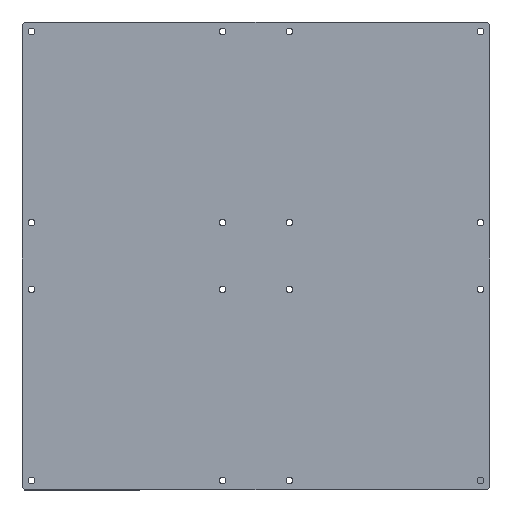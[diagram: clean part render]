
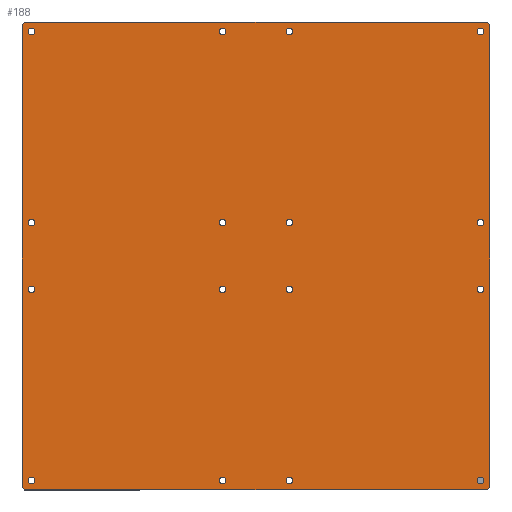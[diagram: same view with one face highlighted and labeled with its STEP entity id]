
A CAD part, top view. The second image highlights one B-rep face of the part: STEP entity #188.
In plain terms, the highlighted planar face has unit normal (0, 0, 1).
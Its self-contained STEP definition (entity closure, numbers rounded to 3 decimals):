
#104=PLANE('',#651);
#117=LINE('',#868,#141);
#120=LINE('',#874,#144);
#123=LINE('',#880,#147);
#126=LINE('',#886,#150);
#129=LINE('',#892,#153);
#132=LINE('',#898,#156);
#135=LINE('',#904,#159);
#138=LINE('',#909,#162);
#141=VECTOR('',#735,1.);
#144=VECTOR('',#740,1.);
#147=VECTOR('',#745,1.);
#150=VECTOR('',#750,1.);
#153=VECTOR('',#755,1.);
#156=VECTOR('',#760,1.);
#159=VECTOR('',#765,1.);
#162=VECTOR('',#770,1.);
#188=ADVANCED_FACE('',(#254,#255,#256,#257,#258,#259,#260,#261,#262,#263,
#264,#265,#266,#267,#268,#269,#270),#104,.F.);
#254=FACE_BOUND('',#327,.T.);
#255=FACE_BOUND('',#328,.T.);
#256=FACE_BOUND('',#329,.T.);
#257=FACE_BOUND('',#330,.T.);
#258=FACE_BOUND('',#331,.T.);
#259=FACE_BOUND('',#332,.T.);
#260=FACE_BOUND('',#333,.T.);
#261=FACE_BOUND('',#334,.T.);
#262=FACE_BOUND('',#335,.T.);
#263=FACE_BOUND('',#336,.T.);
#264=FACE_BOUND('',#337,.T.);
#265=FACE_BOUND('',#338,.T.);
#266=FACE_BOUND('',#339,.T.);
#267=FACE_BOUND('',#340,.T.);
#268=FACE_BOUND('',#341,.T.);
#269=FACE_BOUND('',#342,.T.);
#270=FACE_BOUND('',#343,.T.);
#327=EDGE_LOOP('',(#432,#433,#434,#435,#436,#437,#438,#439));
#328=EDGE_LOOP('',(#440));
#329=EDGE_LOOP('',(#441));
#330=EDGE_LOOP('',(#442));
#331=EDGE_LOOP('',(#443));
#332=EDGE_LOOP('',(#444));
#333=EDGE_LOOP('',(#445));
#334=EDGE_LOOP('',(#446));
#335=EDGE_LOOP('',(#447));
#336=EDGE_LOOP('',(#448));
#337=EDGE_LOOP('',(#449));
#338=EDGE_LOOP('',(#450));
#339=EDGE_LOOP('',(#451));
#340=EDGE_LOOP('',(#452));
#341=EDGE_LOOP('',(#453));
#342=EDGE_LOOP('',(#454));
#343=EDGE_LOOP('',(#455));
#432=ORIENTED_EDGE('',*,*,#551,.T.);
#433=ORIENTED_EDGE('',*,*,#548,.T.);
#434=ORIENTED_EDGE('',*,*,#545,.T.);
#435=ORIENTED_EDGE('',*,*,#542,.T.);
#436=ORIENTED_EDGE('',*,*,#539,.T.);
#437=ORIENTED_EDGE('',*,*,#536,.T.);
#438=ORIENTED_EDGE('',*,*,#533,.T.);
#439=ORIENTED_EDGE('',*,*,#554,.T.);
#440=ORIENTED_EDGE('',*,*,#560,.T.);
#441=ORIENTED_EDGE('',*,*,#529,.F.);
#442=ORIENTED_EDGE('',*,*,#527,.F.);
#443=ORIENTED_EDGE('',*,*,#525,.F.);
#444=ORIENTED_EDGE('',*,*,#523,.F.);
#445=ORIENTED_EDGE('',*,*,#521,.F.);
#446=ORIENTED_EDGE('',*,*,#519,.F.);
#447=ORIENTED_EDGE('',*,*,#517,.F.);
#448=ORIENTED_EDGE('',*,*,#515,.F.);
#449=ORIENTED_EDGE('',*,*,#513,.F.);
#450=ORIENTED_EDGE('',*,*,#511,.F.);
#451=ORIENTED_EDGE('',*,*,#509,.F.);
#452=ORIENTED_EDGE('',*,*,#559,.F.);
#453=ORIENTED_EDGE('',*,*,#507,.F.);
#454=ORIENTED_EDGE('',*,*,#505,.F.);
#455=ORIENTED_EDGE('',*,*,#558,.T.);
#457=VERTEX_POINT('',#799);
#459=VERTEX_POINT('',#804);
#461=VERTEX_POINT('',#809);
#463=VERTEX_POINT('',#814);
#465=VERTEX_POINT('',#819);
#467=VERTEX_POINT('',#824);
#469=VERTEX_POINT('',#829);
#471=VERTEX_POINT('',#834);
#473=VERTEX_POINT('',#839);
#475=VERTEX_POINT('',#844);
#477=VERTEX_POINT('',#849);
#479=VERTEX_POINT('',#854);
#481=VERTEX_POINT('',#859);
#485=VERTEX_POINT('',#867);
#486=VERTEX_POINT('',#869);
#488=VERTEX_POINT('',#875);
#490=VERTEX_POINT('',#881);
#492=VERTEX_POINT('',#887);
#494=VERTEX_POINT('',#893);
#496=VERTEX_POINT('',#899);
#498=VERTEX_POINT('',#905);
#502=VERTEX_POINT('',#919);
#503=VERTEX_POINT('',#922);
#504=VERTEX_POINT('',#925);
#505=EDGE_CURVE('',#457,#457,#561,.T.);
#507=EDGE_CURVE('',#459,#459,#563,.T.);
#509=EDGE_CURVE('',#461,#461,#565,.T.);
#511=EDGE_CURVE('',#463,#463,#567,.T.);
#513=EDGE_CURVE('',#465,#465,#569,.T.);
#515=EDGE_CURVE('',#467,#467,#571,.T.);
#517=EDGE_CURVE('',#469,#469,#573,.T.);
#519=EDGE_CURVE('',#471,#471,#575,.T.);
#521=EDGE_CURVE('',#473,#473,#577,.T.);
#523=EDGE_CURVE('',#475,#475,#579,.T.);
#525=EDGE_CURVE('',#477,#477,#581,.T.);
#527=EDGE_CURVE('',#479,#479,#583,.T.);
#529=EDGE_CURVE('',#481,#481,#585,.T.);
#533=EDGE_CURVE('',#486,#485,#117,.T.);
#536=EDGE_CURVE('',#488,#486,#120,.T.);
#539=EDGE_CURVE('',#490,#488,#123,.T.);
#542=EDGE_CURVE('',#492,#490,#126,.T.);
#545=EDGE_CURVE('',#494,#492,#129,.T.);
#548=EDGE_CURVE('',#496,#494,#132,.T.);
#551=EDGE_CURVE('',#498,#496,#135,.T.);
#554=EDGE_CURVE('',#485,#498,#138,.T.);
#558=EDGE_CURVE('',#502,#502,#590,.T.);
#559=EDGE_CURVE('',#503,#503,#591,.T.);
#560=EDGE_CURVE('',#504,#504,#592,.T.);
#561=CIRCLE('',#594,3.5);
#563=CIRCLE('',#597,3.5);
#565=CIRCLE('',#600,3.5);
#567=CIRCLE('',#603,3.5);
#569=CIRCLE('',#606,3.5);
#571=CIRCLE('',#609,3.5);
#573=CIRCLE('',#612,3.5);
#575=CIRCLE('',#615,3.5);
#577=CIRCLE('',#618,3.5);
#579=CIRCLE('',#621,3.5);
#581=CIRCLE('',#624,3.5);
#583=CIRCLE('',#627,3.5);
#585=CIRCLE('',#630,3.5);
#590=CIRCLE('',#645,3.5);
#591=CIRCLE('',#647,3.5);
#592=CIRCLE('',#649,3.5);
#594=AXIS2_PLACEMENT_3D('',#798,#655,#656);
#597=AXIS2_PLACEMENT_3D('',#803,#661,#662);
#600=AXIS2_PLACEMENT_3D('',#808,#667,#668);
#603=AXIS2_PLACEMENT_3D('',#813,#673,#674);
#606=AXIS2_PLACEMENT_3D('',#818,#679,#680);
#609=AXIS2_PLACEMENT_3D('',#823,#685,#686);
#612=AXIS2_PLACEMENT_3D('',#828,#691,#692);
#615=AXIS2_PLACEMENT_3D('',#833,#697,#698);
#618=AXIS2_PLACEMENT_3D('',#838,#703,#704);
#621=AXIS2_PLACEMENT_3D('',#843,#709,#710);
#624=AXIS2_PLACEMENT_3D('',#848,#715,#716);
#627=AXIS2_PLACEMENT_3D('',#853,#721,#722);
#630=AXIS2_PLACEMENT_3D('',#858,#727,#728);
#645=AXIS2_PLACEMENT_3D('',#918,#781,#782);
#647=AXIS2_PLACEMENT_3D('',#921,#785,#786);
#649=AXIS2_PLACEMENT_3D('',#924,#789,#790);
#651=AXIS2_PLACEMENT_3D('',#927,#793,#794);
#655=DIRECTION('',(0.,0.,1.));
#656=DIRECTION('',(-1.,0.,0.));
#661=DIRECTION('',(0.,0.,1.));
#662=DIRECTION('',(-1.,0.,0.));
#667=DIRECTION('',(0.,0.,1.));
#668=DIRECTION('',(-1.,0.,0.));
#673=DIRECTION('',(0.,0.,1.));
#674=DIRECTION('',(-1.,0.,0.));
#679=DIRECTION('',(0.,0.,1.));
#680=DIRECTION('',(-1.,0.,0.));
#685=DIRECTION('',(0.,0.,1.));
#686=DIRECTION('',(-1.,0.,0.));
#691=DIRECTION('',(0.,0.,1.));
#692=DIRECTION('',(-1.,0.,0.));
#697=DIRECTION('',(0.,0.,1.));
#698=DIRECTION('',(-1.,0.,0.));
#703=DIRECTION('',(0.,0.,1.));
#704=DIRECTION('',(-1.,0.,0.));
#709=DIRECTION('',(0.,0.,1.));
#710=DIRECTION('',(-1.,0.,0.));
#715=DIRECTION('',(0.,0.,1.));
#716=DIRECTION('',(-1.,0.,0.));
#721=DIRECTION('',(0.,0.,1.));
#722=DIRECTION('',(-1.,0.,0.));
#727=DIRECTION('',(0.,0.,1.));
#728=DIRECTION('',(-1.,0.,0.));
#735=DIRECTION('',(0.,-1.,0.));
#740=DIRECTION('',(-0.707,-0.707,0.));
#745=DIRECTION('',(-1.,0.,0.));
#750=DIRECTION('',(-0.707,0.707,0.));
#755=DIRECTION('',(0.,1.,0.));
#760=DIRECTION('',(0.707,0.707,0.));
#765=DIRECTION('',(1.,0.,0.));
#770=DIRECTION('',(0.707,-0.707,0.));
#781=DIRECTION('',(0.,0.,-1.));
#782=DIRECTION('',(-1.,0.,0.));
#785=DIRECTION('',(0.,0.,1.));
#786=DIRECTION('',(-1.,0.,0.));
#789=DIRECTION('',(0.,0.,-1.));
#790=DIRECTION('',(-1.,0.,0.));
#793=DIRECTION('',(0.,0.,-1.));
#794=DIRECTION('',(-1.,0.,0.));
#798=CARTESIAN_POINT('',(-655.825,221.089,4.));
#799=CARTESIAN_POINT('',(-659.325,221.089,4.));
#803=CARTESIAN_POINT('',(-655.825,291.089,4.));
#804=CARTESIAN_POINT('',(-659.325,291.089,4.));
#808=CARTESIAN_POINT('',(-455.825,21.089,4.));
#809=CARTESIAN_POINT('',(-459.325,21.089,4.));
#813=CARTESIAN_POINT('',(-455.825,221.089,4.));
#814=CARTESIAN_POINT('',(-459.325,221.089,4.));
#818=CARTESIAN_POINT('',(-455.825,291.089,4.));
#819=CARTESIAN_POINT('',(-459.325,291.089,4.));
#823=CARTESIAN_POINT('',(-455.825,491.089,4.));
#824=CARTESIAN_POINT('',(-459.325,491.089,4.));
#828=CARTESIAN_POINT('',(-385.825,21.089,4.));
#829=CARTESIAN_POINT('',(-389.325,21.089,4.));
#833=CARTESIAN_POINT('',(-385.825,221.089,4.));
#834=CARTESIAN_POINT('',(-389.325,221.089,4.));
#838=CARTESIAN_POINT('',(-385.825,291.089,4.));
#839=CARTESIAN_POINT('',(-389.325,291.089,4.));
#843=CARTESIAN_POINT('',(-385.825,491.089,4.));
#844=CARTESIAN_POINT('',(-389.325,491.089,4.));
#848=CARTESIAN_POINT('',(-185.825,21.089,4.));
#849=CARTESIAN_POINT('',(-189.325,21.089,4.));
#853=CARTESIAN_POINT('',(-185.825,221.089,4.));
#854=CARTESIAN_POINT('',(-189.325,221.089,4.));
#858=CARTESIAN_POINT('',(-185.825,291.089,4.));
#859=CARTESIAN_POINT('',(-189.325,291.089,4.));
#867=CARTESIAN_POINT('',(-665.825,13.917,4.));
#868=CARTESIAN_POINT('',(-665.825,498.26,4.));
#869=CARTESIAN_POINT('',(-665.825,498.26,4.));
#874=CARTESIAN_POINT('',(-662.997,501.089,4.));
#875=CARTESIAN_POINT('',(-662.997,501.089,4.));
#880=CARTESIAN_POINT('',(-178.654,501.089,4.));
#881=CARTESIAN_POINT('',(-178.654,501.089,4.));
#886=CARTESIAN_POINT('',(-175.825,498.26,4.));
#887=CARTESIAN_POINT('',(-175.825,498.26,4.));
#892=CARTESIAN_POINT('',(-175.825,13.917,4.));
#893=CARTESIAN_POINT('',(-175.825,13.917,4.));
#898=CARTESIAN_POINT('',(-178.654,11.089,4.));
#899=CARTESIAN_POINT('',(-178.654,11.089,4.));
#904=CARTESIAN_POINT('',(-662.997,11.089,4.));
#905=CARTESIAN_POINT('',(-662.997,11.089,4.));
#909=CARTESIAN_POINT('',(-665.825,13.917,4.));
#918=CARTESIAN_POINT('',(-655.825,21.089,4.));
#919=CARTESIAN_POINT('',(-659.325,21.089,4.));
#921=CARTESIAN_POINT('',(-655.825,491.089,4.));
#922=CARTESIAN_POINT('',(-659.325,491.089,4.));
#924=CARTESIAN_POINT('',(-185.825,491.089,4.));
#925=CARTESIAN_POINT('',(-189.325,491.089,4.));
#927=CARTESIAN_POINT('',(-185.825,491.089,4.));
